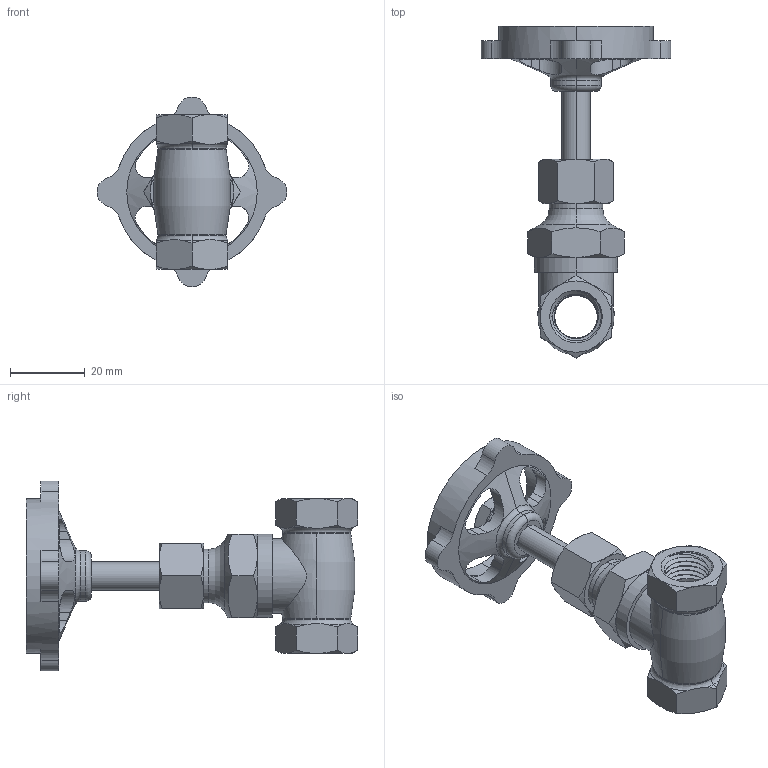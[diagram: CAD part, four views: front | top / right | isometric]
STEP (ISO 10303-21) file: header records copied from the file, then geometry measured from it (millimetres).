
FILE_DESCRIPTION (( 'STEP AP203' ), '1' );
FILE_NAME ('4600K11_Bronze Flow-Adjustment Valve.STEP', '2022-06-15T15:35:04', ( 'Administrator' ), ( 'Managed by Terraform' ), 'SwSTEP 2.0', 'SolidWorks 2017', '' );
FILE_SCHEMA (( 'CONFIG_CONTROL_DESIGN' ));
Length unit declared in the file: inch
Products named in the file (1): 4600K11_Bronze Flow-Adjustment Valve
Bounding box: 50.77 x 88.72 x 50.79 mm (x, y, z)
Volume: 23123.7 mm3; surface area: 17533 mm2
Topology: 6 solids, 6 shells, 267 faces, 666 edges, 415 vertices
Faces by surface type: cone 105, plane 69, cylinder 62, torus 25, bspline 6
Entity records: 14975 total; most frequent: CARTESIAN_POINT 8857, ORIENTED_EDGE 1332, DIRECTION 1164, EDGE_CURVE 666, AXIS2_PLACEMENT_3D 498, VERTEX_POINT 415, EDGE_LOOP 291, ADVANCED_FACE 267
